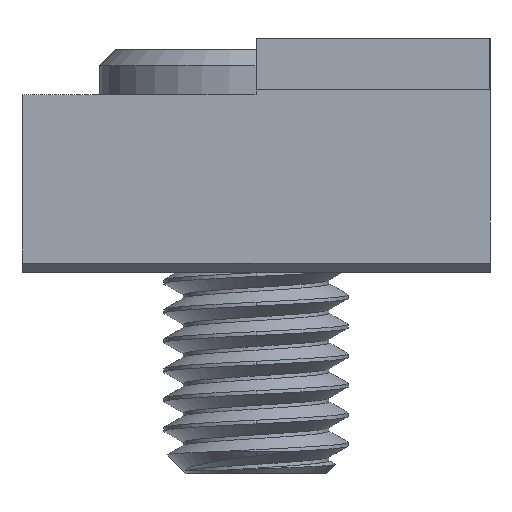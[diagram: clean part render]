
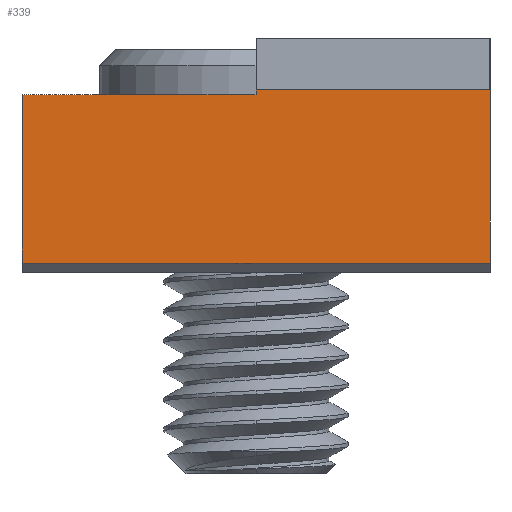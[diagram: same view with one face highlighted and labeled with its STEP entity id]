
A CAD part, left-side view. The second image highlights one B-rep face of the part: STEP entity #339.
In plain terms, the highlighted planar face has unit normal (-1, 0, 0).
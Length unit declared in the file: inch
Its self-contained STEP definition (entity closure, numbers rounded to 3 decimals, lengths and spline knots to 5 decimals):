
#41 = ORIENTED_EDGE ( 'NONE', *, *, #346, .F. ) ;
#99 = VECTOR ( 'NONE', #644, 39.37008 ) ;
#127 = LINE ( 'NONE', #172, #2369 ) ;
#172 = CARTESIAN_POINT ( 'NONE',  ( -0.25, -0.25, -0.115 ) ) ;
#285 = CARTESIAN_POINT ( 'NONE',  ( -0.25, 0.25, 0.065 ) ) ;
#320 = CARTESIAN_POINT ( 'NONE',  ( -0.25, -0.25, 0.07 ) ) ;
#339 = ADVANCED_FACE ( 'NONE', ( #2849 ), #599, .F. ) ;
#346 = EDGE_CURVE ( 'NONE', #1671, #2299, #1349, .T. ) ;
#506 = EDGE_CURVE ( 'NONE', #3299, #3076, #936, .T. ) ;
#597 = CARTESIAN_POINT ( 'NONE',  ( -0.25, 0., 0.065 ) ) ;
#599 = PLANE ( 'NONE',  #4026 ) ;
#644 = DIRECTION ( 'NONE',  ( 0., 0., -1. ) ) ;
#663 = CARTESIAN_POINT ( 'NONE',  ( -0.25, 0.25, 0.07 ) ) ;
#812 = EDGE_LOOP ( 'NONE', ( #1980, #41, #3285, #1207, #3247, #2996 ) ) ;
#914 = LINE ( 'NONE', #1924, #2411 ) ;
#936 = LINE ( 'NONE', #320, #99 ) ;
#974 = DIRECTION ( 'NONE',  ( 0., 0., -1. ) ) ;
#1137 = VECTOR ( 'NONE', #2196, 39.37008 ) ;
#1207 = ORIENTED_EDGE ( 'NONE', *, *, #4031, .T. ) ;
#1234 = LINE ( 'NONE', #597, #2836 ) ;
#1349 = LINE ( 'NONE', #3790, #1137 ) ;
#1611 = EDGE_CURVE ( 'NONE', #3073, #1671, #1234, .T. ) ;
#1671 = VERTEX_POINT ( 'NONE', #4039 ) ;
#1924 = CARTESIAN_POINT ( 'NONE',  ( -0.25, -0.25, 0.07 ) ) ;
#1980 = ORIENTED_EDGE ( 'NONE', *, *, #4037, .T. ) ;
#2196 = DIRECTION ( 'NONE',  ( 0., 0., 1. ) ) ;
#2299 = VERTEX_POINT ( 'NONE', #2862 ) ;
#2369 = VECTOR ( 'NONE', #2399, 39.37008 ) ;
#2399 = DIRECTION ( 'NONE',  ( 0., -1., 0. ) ) ;
#2411 = VECTOR ( 'NONE', #3258, 39.37008 ) ;
#2509 = DIRECTION ( 'NONE',  ( 1., 0., 0. ) ) ;
#2521 = LINE ( 'NONE', #663, #4109 ) ;
#2836 = VECTOR ( 'NONE', #2838, 39.37008 ) ;
#2838 = DIRECTION ( 'NONE',  ( 0., -1., 0. ) ) ;
#2840 = CARTESIAN_POINT ( 'NONE',  ( -0.25, -0.25, 0.07 ) ) ;
#2849 = FACE_OUTER_BOUND ( 'NONE', #812, .T. ) ;
#2862 = CARTESIAN_POINT ( 'NONE',  ( -0.25, 0., 0.07 ) ) ;
#2898 = VERTEX_POINT ( 'NONE', #3705 ) ;
#2996 = ORIENTED_EDGE ( 'NONE', *, *, #506, .F. ) ;
#3073 = VERTEX_POINT ( 'NONE', #285 ) ;
#3076 = VERTEX_POINT ( 'NONE', #3804 ) ;
#3247 = ORIENTED_EDGE ( 'NONE', *, *, #3554, .T. ) ;
#3252 = CARTESIAN_POINT ( 'NONE',  ( -0.25, -0.25, 0.07 ) ) ;
#3258 = DIRECTION ( 'NONE',  ( 0., 1., 0. ) ) ;
#3285 = ORIENTED_EDGE ( 'NONE', *, *, #1611, .F. ) ;
#3299 = VERTEX_POINT ( 'NONE', #3252 ) ;
#3554 = EDGE_CURVE ( 'NONE', #2898, #3076, #127, .T. ) ;
#3705 = CARTESIAN_POINT ( 'NONE',  ( -0.25, 0.25, -0.115 ) ) ;
#3790 = CARTESIAN_POINT ( 'NONE',  ( -0.25, 0., 0.065 ) ) ;
#3804 = CARTESIAN_POINT ( 'NONE',  ( -0.25, -0.25, -0.115 ) ) ;
#4026 = AXIS2_PLACEMENT_3D ( 'NONE', #2840, #2509, #4096 ) ;
#4031 = EDGE_CURVE ( 'NONE', #3073, #2898, #2521, .T. ) ;
#4037 = EDGE_CURVE ( 'NONE', #3299, #2299, #914, .T. ) ;
#4039 = CARTESIAN_POINT ( 'NONE',  ( -0.25, 0., 0.065 ) ) ;
#4096 = DIRECTION ( 'NONE',  ( 0., 0., -1. ) ) ;
#4109 = VECTOR ( 'NONE', #974, 39.37008 ) ;
